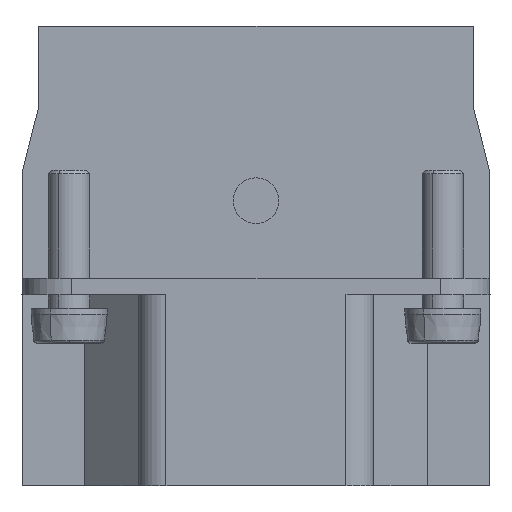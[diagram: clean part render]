
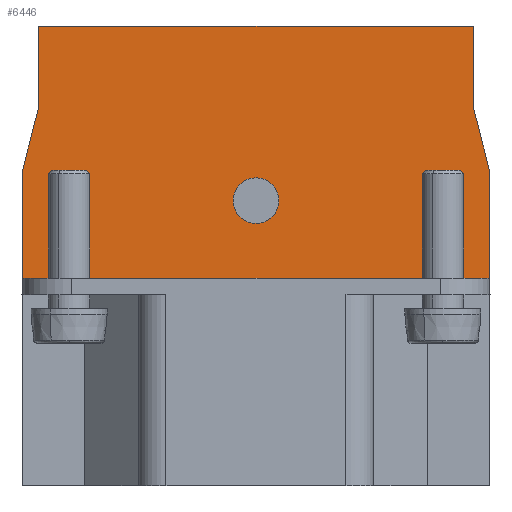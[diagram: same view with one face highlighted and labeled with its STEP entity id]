
A CAD part, left-side view. The second image highlights one B-rep face of the part: STEP entity #6446.
In plain terms, the highlighted planar face has unit normal (-1, 0, 0).
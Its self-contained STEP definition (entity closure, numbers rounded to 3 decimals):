
#5041=FACE_BOUND('',#8331,.T.);
#5042=FACE_BOUND('',#8332,.T.);
#5714=CIRCLE('',#18021,1.65);
#6446=ADVANCED_FACE('',(#5041,#5042),#7250,.T.);
#7250=PLANE('',#18022);
#8331=EDGE_LOOP('',(#9589,#9590,#9591,#9592,#9593,#9594,#9595,#9596));
#8332=EDGE_LOOP('',(#9597));
#9589=ORIENTED_EDGE('',*,*,#14408,.F.);
#9590=ORIENTED_EDGE('',*,*,#14409,.T.);
#9591=ORIENTED_EDGE('',*,*,#14410,.T.);
#9592=ORIENTED_EDGE('',*,*,#14411,.T.);
#9593=ORIENTED_EDGE('',*,*,#14412,.F.);
#9594=ORIENTED_EDGE('',*,*,#14413,.T.);
#9595=ORIENTED_EDGE('',*,*,#14414,.T.);
#9596=ORIENTED_EDGE('',*,*,#14415,.T.);
#9597=ORIENTED_EDGE('',*,*,#14416,.F.);
#13090=VERTEX_POINT('',#23824);
#13091=VERTEX_POINT('',#23825);
#13092=VERTEX_POINT('',#23827);
#13093=VERTEX_POINT('',#23829);
#13094=VERTEX_POINT('',#23831);
#13095=VERTEX_POINT('',#23833);
#13096=VERTEX_POINT('',#23835);
#13097=VERTEX_POINT('',#23837);
#13098=VERTEX_POINT('',#23840);
#14408=EDGE_CURVE('',#13090,#13091,#16151,.T.);
#14409=EDGE_CURVE('',#13090,#13092,#16152,.T.);
#14410=EDGE_CURVE('',#13092,#13093,#16153,.T.);
#14411=EDGE_CURVE('',#13093,#13094,#16154,.T.);
#14412=EDGE_CURVE('',#13095,#13094,#16155,.T.);
#14413=EDGE_CURVE('',#13095,#13096,#16156,.T.);
#14414=EDGE_CURVE('',#13096,#13097,#16157,.T.);
#14415=EDGE_CURVE('',#13097,#13091,#16158,.T.);
#14416=EDGE_CURVE('',#13098,#13098,#5714,.T.);
#16151=LINE('',#23823,#17082);
#16152=LINE('',#23826,#17083);
#16153=LINE('',#23828,#17084);
#16154=LINE('',#23830,#17085);
#16155=LINE('',#23832,#17086);
#16156=LINE('',#23834,#17087);
#16157=LINE('',#23836,#17088);
#16158=LINE('',#23838,#17089);
#17082=VECTOR('',#19584,1.);
#17083=VECTOR('',#19585,1.);
#17084=VECTOR('',#19586,1.);
#17085=VECTOR('',#19587,1.);
#17086=VECTOR('',#19588,1.);
#17087=VECTOR('',#19589,1.);
#17088=VECTOR('',#19590,1.);
#17089=VECTOR('',#19591,1.);
#18021=AXIS2_PLACEMENT_3D('',#23839,#19592,#19593);
#18022=AXIS2_PLACEMENT_3D('',#23841,#19594,#19595);
#19584=DIRECTION('',(0.,0.,1.));
#19585=DIRECTION('',(0.,-1.,0.));
#19586=DIRECTION('',(0.,0.,1.));
#19587=DIRECTION('',(0.,0.25,0.968));
#19588=DIRECTION('',(0.,0.,-1.));
#19589=DIRECTION('',(0.,1.,0.));
#19590=DIRECTION('',(0.,0.,-1.));
#19591=DIRECTION('',(0.,0.25,-0.968));
#19592=DIRECTION('',(-1.,0.,0.));
#19593=DIRECTION('',(0.,0.,-1.));
#19594=DIRECTION('',(-1.,0.,0.));
#19595=DIRECTION('',(0.,-1.,0.));
#23823=CARTESIAN_POINT('',(-47.7,35.488,0.));
#23824=CARTESIAN_POINT('',(-47.7,35.488,15.));
#23825=CARTESIAN_POINT('',(-47.7,35.488,22.66));
#23826=CARTESIAN_POINT('',(-47.7,10.448,15.));
#23827=CARTESIAN_POINT('',(-47.7,1.688,15.));
#23828=CARTESIAN_POINT('',(-47.7,1.688,0.));
#23829=CARTESIAN_POINT('',(-47.7,1.688,22.66));
#23830=CARTESIAN_POINT('',(-47.7,2.138,24.4));
#23831=CARTESIAN_POINT('',(-47.7,2.888,27.3));
#23832=CARTESIAN_POINT('',(-47.7,2.888,32.7));
#23833=CARTESIAN_POINT('',(-47.7,2.888,33.2));
#23834=CARTESIAN_POINT('',(-47.7,35.588,33.2));
#23835=CARTESIAN_POINT('',(-47.7,34.288,33.2));
#23836=CARTESIAN_POINT('',(-47.7,34.288,32.7));
#23837=CARTESIAN_POINT('',(-47.7,34.288,27.3));
#23838=CARTESIAN_POINT('',(-47.7,34.288,27.3));
#23839=CARTESIAN_POINT('',(-47.7,18.588,20.6));
#23840=CARTESIAN_POINT('',(-47.7,18.588,18.95));
#23841=CARTESIAN_POINT('',(-47.7,35.588,-0.1));
